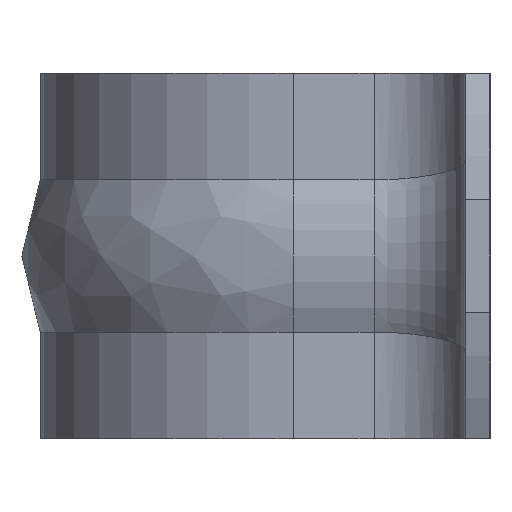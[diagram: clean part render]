
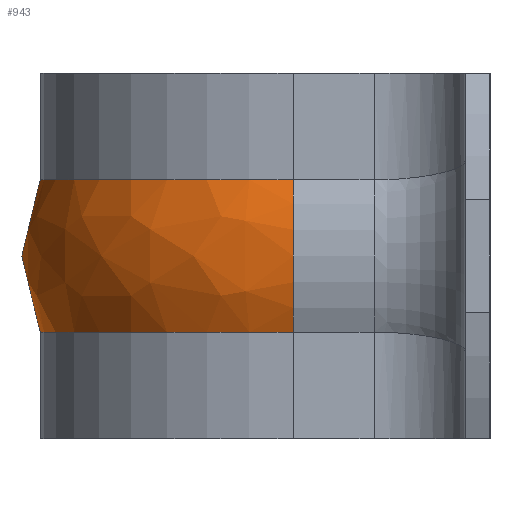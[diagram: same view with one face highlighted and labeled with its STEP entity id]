
A CAD part, left-side view. The second image highlights one B-rep face of the part: STEP entity #943.
In plain terms, the highlighted free-form (B-spline) face has degree [2, 2] with [3, 5] control points.
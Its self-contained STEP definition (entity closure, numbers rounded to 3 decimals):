
#20=(
BOUNDED_SURFACE()
B_SPLINE_SURFACE(2,2,((#1825,#1826,#1827,#1828,#1829),(#1830,#1831,#1832,
#1833,#1834),(#1835,#1836,#1837,#1838,#1839)),.UNSPECIFIED.,.F.,.F.,.F.)
B_SPLINE_SURFACE_WITH_KNOTS((3,3),(3,2,3),(-0.471,0.471),
(0.,1.571,3.142),.UNSPECIFIED.)
GEOMETRIC_REPRESENTATION_ITEM()
RATIONAL_B_SPLINE_SURFACE(((1.,0.707,1.,0.707,1.),
(0.891,0.63,0.891,0.63,
0.891),(1.,0.707,1.,0.707,1.)))
REPRESENTATION_ITEM('')
SURFACE()
);
#279=FACE_OUTER_BOUND('',#337,.T.);
#337=EDGE_LOOP('',(#869,#870,#871,#872));
#383=CIRCLE('',#1034,5.508);
#387=CIRCLE('',#1044,5.508);
#394=CIRCLE('',#1062,8.3);
#396=CIRCLE('',#1066,8.3);
#460=VERTEX_POINT('',#1716);
#461=VERTEX_POINT('',#1720);
#469=VERTEX_POINT('',#1772);
#471=VERTEX_POINT('',#1778);
#578=EDGE_CURVE('',#460,#461,#383,.T.);
#594=EDGE_CURVE('',#471,#469,#387,.T.);
#614=EDGE_CURVE('',#460,#471,#394,.T.);
#616=EDGE_CURVE('',#461,#469,#396,.T.);
#869=ORIENTED_EDGE('',*,*,#578,.T.);
#870=ORIENTED_EDGE('',*,*,#616,.T.);
#871=ORIENTED_EDGE('',*,*,#594,.F.);
#872=ORIENTED_EDGE('',*,*,#614,.F.);
#943=ADVANCED_FACE('',(#279),#20,.F.);
#1034=AXIS2_PLACEMENT_3D('',#1722,#1257,#1258);
#1044=AXIS2_PLACEMENT_3D('',#1780,#1287,#1288);
#1062=AXIS2_PLACEMENT_3D('',#1820,#1336,#1337);
#1066=AXIS2_PLACEMENT_3D('',#1824,#1344,#1345);
#1257=DIRECTION('center_axis',(0.,1.,0.));
#1258=DIRECTION('ref_axis',(0.891,0.,-0.454));
#1287=DIRECTION('center_axis',(0.,-1.,0.));
#1288=DIRECTION('ref_axis',(-0.891,0.,-0.454));
#1336=DIRECTION('center_axis',(0.,0.,1.));
#1337=DIRECTION('ref_axis',(1.,0.,0.));
#1344=DIRECTION('center_axis',(0.,0.,1.));
#1345=DIRECTION('ref_axis',(1.,0.,0.));
#1716=CARTESIAN_POINT('',(8.3,-8.3,2.5));
#1720=CARTESIAN_POINT('',(8.3,-8.3,-2.5));
#1722=CARTESIAN_POINT('Origin',(3.392,-8.3,0.));
#1772=CARTESIAN_POINT('',(-8.3,-8.3,-2.5));
#1778=CARTESIAN_POINT('',(-8.3,-8.3,2.5));
#1780=CARTESIAN_POINT('Origin',(-3.392,-8.3,0.));
#1820=CARTESIAN_POINT('Origin',(0.,-8.3,2.5));
#1824=CARTESIAN_POINT('Origin',(0.,-8.3,-2.5));
#1825=CARTESIAN_POINT('Ctrl Pts',(8.3,-8.3,-2.5));
#1826=CARTESIAN_POINT('Ctrl Pts',(8.3,0.,-2.5));
#1827=CARTESIAN_POINT('Ctrl Pts',(0.,0.,
-2.5));
#1828=CARTESIAN_POINT('Ctrl Pts',(-8.3,0.,-2.5));
#1829=CARTESIAN_POINT('Ctrl Pts',(-8.3,-8.3,-2.5));
#1830=CARTESIAN_POINT('Ctrl Pts',(9.573,-8.3,0.));
#1831=CARTESIAN_POINT('Ctrl Pts',(9.573,1.273,0.));
#1832=CARTESIAN_POINT('Ctrl Pts',(0.,1.273,
0.));
#1833=CARTESIAN_POINT('Ctrl Pts',(-9.573,1.273,0.));
#1834=CARTESIAN_POINT('Ctrl Pts',(-9.573,-8.3,0.));
#1835=CARTESIAN_POINT('Ctrl Pts',(8.3,-8.3,2.5));
#1836=CARTESIAN_POINT('Ctrl Pts',(8.3,0.,2.5));
#1837=CARTESIAN_POINT('Ctrl Pts',(0.,0.,
2.5));
#1838=CARTESIAN_POINT('Ctrl Pts',(-8.3,0.,2.5));
#1839=CARTESIAN_POINT('Ctrl Pts',(-8.3,-8.3,2.5));
